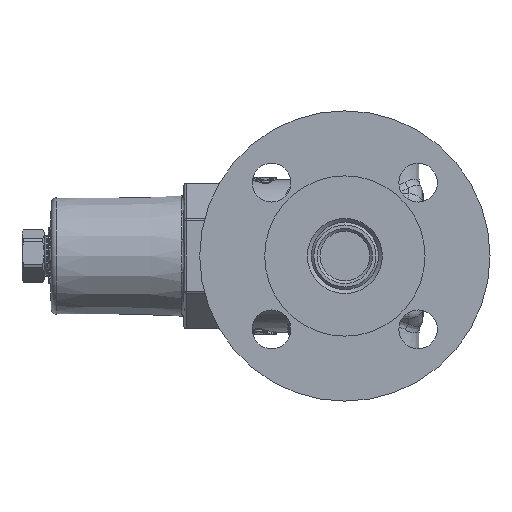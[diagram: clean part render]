
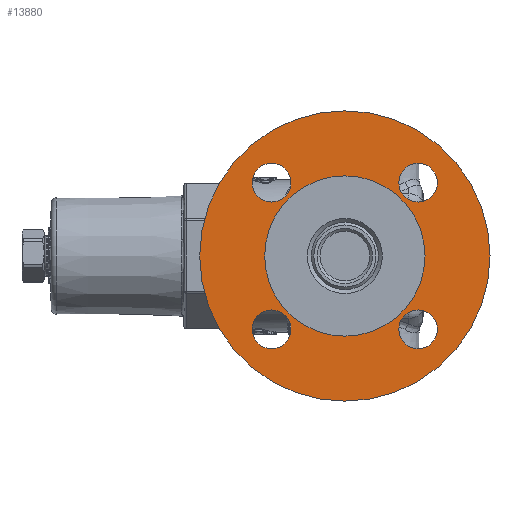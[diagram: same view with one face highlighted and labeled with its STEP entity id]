
A CAD part, left-side view. The second image highlights one B-rep face of the part: STEP entity #13880.
In plain terms, the highlighted planar face has unit normal (-1, 0, 0).
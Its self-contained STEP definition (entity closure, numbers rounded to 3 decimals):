
#2788=FACE_BOUND('',#4479,.T.);
#2789=FACE_BOUND('',#4480,.T.);
#2790=FACE_BOUND('',#4481,.T.);
#2791=FACE_BOUND('',#4482,.T.);
#2792=FACE_BOUND('',#4483,.T.);
#3593=FACE_OUTER_BOUND('',#4478,.T.);
#4478=EDGE_LOOP('',(#12590));
#4479=EDGE_LOOP('',(#12591));
#4480=EDGE_LOOP('',(#12592));
#4481=EDGE_LOOP('',(#12593));
#4482=EDGE_LOOP('',(#12594));
#4483=EDGE_LOOP('',(#12595));
#5004=CIRCLE('',#14861,52.5);
#5005=CIRCLE('',#14863,7.);
#5006=CIRCLE('',#14864,7.);
#5007=CIRCLE('',#14865,7.);
#5008=CIRCLE('',#14866,7.);
#5009=CIRCLE('',#14867,29.);
#6330=VERTEX_POINT('',#41642);
#6331=VERTEX_POINT('',#41646);
#6332=VERTEX_POINT('',#41648);
#6333=VERTEX_POINT('',#41650);
#6334=VERTEX_POINT('',#41652);
#6335=VERTEX_POINT('',#41654);
#8433=EDGE_CURVE('',#6330,#6330,#5004,.T.);
#8434=EDGE_CURVE('',#6331,#6331,#5005,.T.);
#8435=EDGE_CURVE('',#6332,#6332,#5006,.T.);
#8436=EDGE_CURVE('',#6333,#6333,#5007,.T.);
#8437=EDGE_CURVE('',#6334,#6334,#5008,.T.);
#8438=EDGE_CURVE('',#6335,#6335,#5009,.T.);
#12590=ORIENTED_EDGE('',*,*,#8433,.F.);
#12591=ORIENTED_EDGE('',*,*,#8434,.T.);
#12592=ORIENTED_EDGE('',*,*,#8435,.T.);
#12593=ORIENTED_EDGE('',*,*,#8436,.T.);
#12594=ORIENTED_EDGE('',*,*,#8437,.T.);
#12595=ORIENTED_EDGE('',*,*,#8438,.T.);
#13074=PLANE('',#14862);
#13880=ADVANCED_FACE('',(#3593,#2788,#2789,#2790,#2791,#2792),#13074,.T.);
#14861=AXIS2_PLACEMENT_3D('',#41644,#17143,#17144);
#14862=AXIS2_PLACEMENT_3D('',#41645,#17145,#17146);
#14863=AXIS2_PLACEMENT_3D('',#41647,#17147,#17148);
#14864=AXIS2_PLACEMENT_3D('',#41649,#17149,#17150);
#14865=AXIS2_PLACEMENT_3D('',#41651,#17151,#17152);
#14866=AXIS2_PLACEMENT_3D('',#41653,#17153,#17154);
#14867=AXIS2_PLACEMENT_3D('',#41655,#17155,#17156);
#17143=DIRECTION('center_axis',(1.,0.,0.));
#17144=DIRECTION('ref_axis',(0.,-1.,0.));
#17145=DIRECTION('center_axis',(-1.,0.,0.));
#17146=DIRECTION('ref_axis',(0.,0.,
-1.));
#17147=DIRECTION('center_axis',(1.,0.,0.));
#17148=DIRECTION('ref_axis',(0.,1.,0.));
#17149=DIRECTION('center_axis',(1.,0.,0.));
#17150=DIRECTION('ref_axis',(0.,0.,
-1.));
#17151=DIRECTION('center_axis',(1.,0.,0.));
#17152=DIRECTION('ref_axis',(0.,-1.,0.));
#17153=DIRECTION('center_axis',(1.,0.,0.));
#17154=DIRECTION('ref_axis',(0.,0.,
1.));
#17155=DIRECTION('center_axis',(1.,0.,0.));
#17156=DIRECTION('ref_axis',(0.,-1.,0.));
#41642=CARTESIAN_POINT('',(-72.5,52.5,0.));
#41644=CARTESIAN_POINT('Origin',(-72.5,0.,0.));
#41645=CARTESIAN_POINT('Origin',(-72.5,-40.75,0.));
#41646=CARTESIAN_POINT('',(-72.5,-33.517,26.517));
#41647=CARTESIAN_POINT('Origin',(-72.5,-26.517,26.517));
#41648=CARTESIAN_POINT('',(-72.5,26.517,33.517));
#41649=CARTESIAN_POINT('Origin',(-72.5,26.517,26.517));
#41650=CARTESIAN_POINT('',(-72.5,33.517,-26.517));
#41651=CARTESIAN_POINT('Origin',(-72.5,26.517,-26.517));
#41652=CARTESIAN_POINT('',(-72.5,-26.517,-33.517));
#41653=CARTESIAN_POINT('Origin',(-72.5,-26.517,-26.517));
#41654=CARTESIAN_POINT('',(-72.5,29.,0.));
#41655=CARTESIAN_POINT('Origin',(-72.5,0.,0.));
